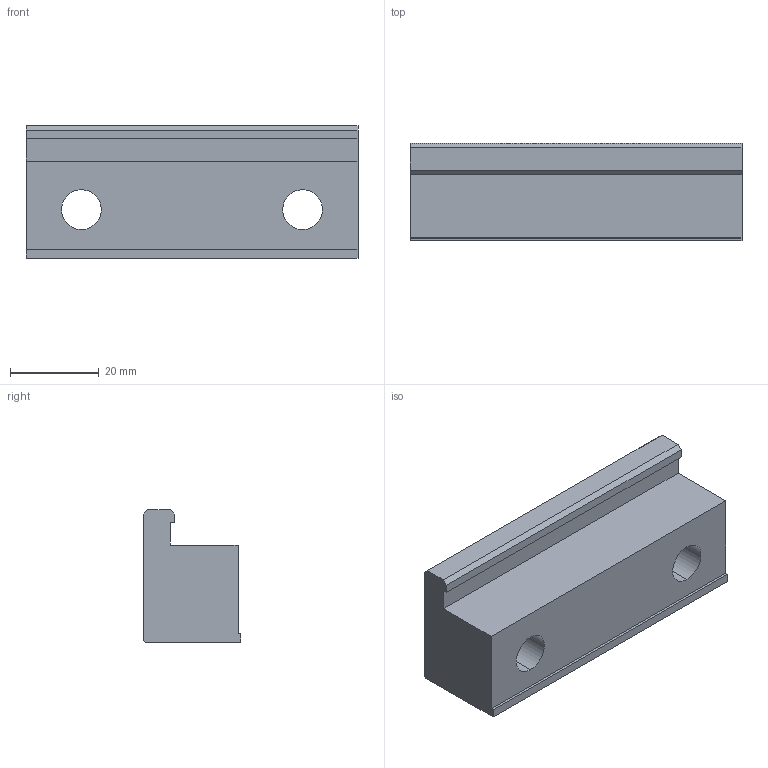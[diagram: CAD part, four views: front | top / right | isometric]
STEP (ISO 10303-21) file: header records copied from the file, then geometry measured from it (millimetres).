
FILE_DESCRIPTION (( 'STEP AP203' ), '1' );
FILE_NAME ('101571-Rollco.step', '2021-07-08T07:42:59', ( '' ), ( '' ), 'SwSTEP 2.0', 'SolidWorks 2014', '' );
FILE_SCHEMA (( 'CONFIG_CONTROL_DESIGN' ));
Length unit declared in the file: millimetre
Products named in the file (1): 101571-Rollco
Bounding box: 75 x 22 x 30 mm (x, y, z)
Volume: 34203.8 mm3; surface area: 10191.2 mm2
Topology: 1 solids, 1 shells, 29 faces, 71 edges, 46 vertices
Faces by surface type: plane 17, cylinder 8, cone 4
Entity records: 938 total; most frequent: DIRECTION 151, CARTESIAN_POINT 147, ORIENTED_EDGE 142, EDGE_CURVE 71, LINE 51, VECTOR 51, AXIS2_PLACEMENT_3D 50, VERTEX_POINT 46
